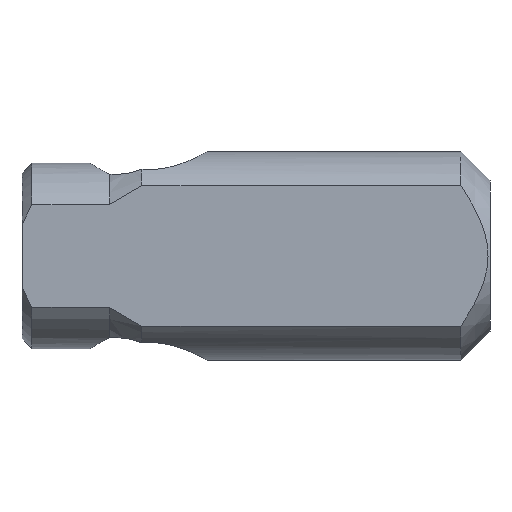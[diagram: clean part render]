
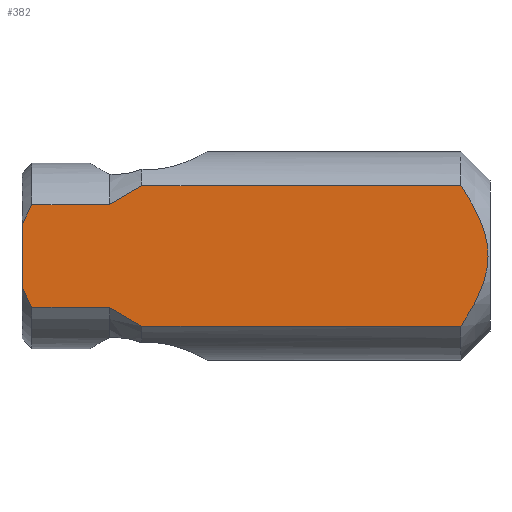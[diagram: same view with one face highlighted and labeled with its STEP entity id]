
A CAD part, left-side view. The second image highlights one B-rep face of the part: STEP entity #382.
In plain terms, the highlighted planar face has unit normal (-1, 0, 0).
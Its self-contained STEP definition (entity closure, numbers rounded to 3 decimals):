
#2 = CARTESIAN_POINT ( 'NONE',  ( -3.95, 23.69, 2.295 ) ) ;
#5 = CARTESIAN_POINT ( 'NONE',  ( -3.95, 23.862, 1.942 ) ) ;
#10 = CARTESIAN_POINT ( 'NONE',  ( -3.95, 24., 1.568 ) ) ;
#12 = CARTESIAN_POINT ( 'NONE',  ( -3.95, 0., 3.608 ) ) ;
#14 = DIRECTION ( 'NONE',  ( 0., 0., -1. ) ) ;
#22 = CARTESIAN_POINT ( 'NONE',  ( -3.95, 19.5, 2.638 ) ) ;
#28 = DIRECTION ( 'NONE',  ( 0., 1., 0. ) ) ;
#31 = DIRECTION ( 'NONE',  ( 0., -1., 0. ) ) ;
#53 = CARTESIAN_POINT ( 'NONE',  ( -3.95, 0.182, 0.821 ) ) ;
#57 = DIRECTION ( 'NONE',  ( 0., -1., 0. ) ) ;
#150 = VECTOR ( 'NONE', #57, 1000. ) ;
#152 = CARTESIAN_POINT ( 'NONE',  ( -3.95, 24., 0. ) ) ;
#194 = CARTESIAN_POINT ( 'NONE',  ( -3.95, 18.966, 2.988 ) ) ;
#211 = DIRECTION ( 'NONE',  ( 0., 1., 0. ) ) ;
#215 = CARTESIAN_POINT ( 'NONE',  ( -3.95, 0., 2.638 ) ) ;
#222 = AXIS2_PLACEMENT_3D ( 'NONE', #458, #435, #430 ) ;
#242 = CARTESIAN_POINT ( 'NONE',  ( -3.95, 23.5, 2.638 ) ) ;
#249 = CARTESIAN_POINT ( 'NONE',  ( -3.95, 1.5, 3.608 ) ) ;
#253 = CARTESIAN_POINT ( 'NONE',  ( -3.95, 1.136, 3.069 ) ) ;
#256 = CARTESIAN_POINT ( 'NONE',  ( -3.95, 0.8, 2.513 ) ) ;
#259 = CARTESIAN_POINT ( 'NONE',  ( -3.95, 24., 1.568 ) ) ;
#261 = CARTESIAN_POINT ( 'NONE',  ( -3.95, 0.407, 1.611 ) ) ;
#273 = CARTESIAN_POINT ( 'NONE',  ( -3.95, 0.296, 1.299 ) ) ;
#283 = VECTOR ( 'NONE', #28, 1000. ) ;
#287 = CARTESIAN_POINT ( 'NONE',  ( -3.95, 0.152, 0.66 ) ) ;
#292 = CARTESIAN_POINT ( 'NONE',  ( -3.95, 0.111, 0.334 ) ) ;
#295 = CARTESIAN_POINT ( 'NONE',  ( -3.95, 0.1, 0.168 ) ) ;
#297 = CARTESIAN_POINT ( 'NONE',  ( -3.95, 0.1, -0.325 ) ) ;
#299 = CARTESIAN_POINT ( 'NONE',  ( -3.95, 0.141, -0.649 ) ) ;
#300 = VECTOR ( 'NONE', #14, 1000. ) ;
#305 = CARTESIAN_POINT ( 'NONE',  ( -3.95, 0.293, -1.289 ) ) ;
#306 = CARTESIAN_POINT ( 'NONE',  ( -3.95, 0.403, -1.601 ) ) ;
#309 = CARTESIAN_POINT ( 'NONE',  ( -3.95, 0.663, -2.2 ) ) ;
#313 = CARTESIAN_POINT ( 'NONE',  ( -3.95, 0.814, -2.49 ) ) ;
#317 = CARTESIAN_POINT ( 'NONE',  ( -3.95, 1.5, -3.608 ) ) ;
#320 = CARTESIAN_POINT ( 'NONE',  ( -3.95, 1.14, -3.059 ) ) ;
#348 = LINE ( 'NONE', #12, #283 ) ;
#350 = VERTEX_POINT ( 'NONE', #587 ) ;
#382 = ADVANCED_FACE ( 'NONE', ( #1514 ), #439, .T. ) ;
#391 = EDGE_CURVE ( 'NONE', #1001, #999, #1422, .T. ) ;
#394 = CARTESIAN_POINT ( 'NONE',  ( -3.95, 1.317, -3.337 ) ) ;
#398 = CARTESIAN_POINT ( 'NONE',  ( -3.95, 24., -1.568 ) ) ;
#403 = CARTESIAN_POINT ( 'NONE',  ( -3.95, 23.863, -1.939 ) ) ;
#424 = EDGE_CURVE ( 'NONE', #880, #767, #1442, .T. ) ;
#425 = LINE ( 'NONE', #1429, #150 ) ;
#427 = CARTESIAN_POINT ( 'NONE',  ( -3.95, 23.691, -2.294 ) ) ;
#430 = DIRECTION ( 'NONE',  ( 0., 0., 1. ) ) ;
#435 = DIRECTION ( 'NONE',  ( -1., 0., 0. ) ) ;
#438 = CARTESIAN_POINT ( 'NONE',  ( -3.95, 23.5, -2.638 ) ) ;
#439 = PLANE ( 'NONE',  #222 ) ;
#458 = CARTESIAN_POINT ( 'NONE',  ( -3.95, 53.59, 7.5 ) ) ;
#507 = CARTESIAN_POINT ( 'NONE',  ( -3.95, 17.852, 3.608 ) ) ;
#523 = EDGE_CURVE ( 'NONE', #997, #1001, #425, .T. ) ;
#525 = CARTESIAN_POINT ( 'NONE',  ( -3.95, 17.852, -3.608 ) ) ;
#529 = CARTESIAN_POINT ( 'NONE',  ( -3.95, 18.412, -3.306 ) ) ;
#542 = CARTESIAN_POINT ( 'NONE',  ( -3.95, 18.965, -2.989 ) ) ;
#587 = CARTESIAN_POINT ( 'NONE',  ( -3.95, 24., -1.568 ) ) ;
#616 = CARTESIAN_POINT ( 'NONE',  ( -3.95, 19.5, -2.638 ) ) ;
#629 = CARTESIAN_POINT ( 'NONE',  ( -3.95, 1.5, -3.608 ) ) ;
#635 = CARTESIAN_POINT ( 'NONE',  ( -3.95, 1.5, 3.608 ) ) ;
#666 = CARTESIAN_POINT ( 'NONE',  ( -3.95, 17.852, -3.608 ) ) ;
#691 = EDGE_LOOP ( 'NONE', ( #972, #982, #996, #1280, #1353, #1039, #1211, #1260, #1216, #1173 ) ) ;
#692 = CARTESIAN_POINT ( 'NONE',  ( -3.95, 19.5, -2.638 ) ) ;
#767 = VERTEX_POINT ( 'NONE', #1249 ) ;
#880 = VERTEX_POINT ( 'NONE', #892 ) ;
#892 = CARTESIAN_POINT ( 'NONE',  ( -3.95, 19.5, 2.638 ) ) ;
#921 = CARTESIAN_POINT ( 'NONE',  ( -3.95, 23.5, -2.638 ) ) ;
#941 = VERTEX_POINT ( 'NONE', #921 ) ;
#956 = VERTEX_POINT ( 'NONE', #692 ) ;
#972 = ORIENTED_EDGE ( 'NONE', *, *, #1025, .T. ) ;
#980 = VECTOR ( 'NONE', #211, 1000. ) ;
#982 = ORIENTED_EDGE ( 'NONE', *, *, #523, .T. ) ;
#996 = ORIENTED_EDGE ( 'NONE', *, *, #391, .T. ) ;
#997 = VERTEX_POINT ( 'NONE', #666 ) ;
#999 = VERTEX_POINT ( 'NONE', #635 ) ;
#1001 = VERTEX_POINT ( 'NONE', #629 ) ;
#1025 = EDGE_CURVE ( 'NONE', #956, #997, #1435, .T. ) ;
#1039 = ORIENTED_EDGE ( 'NONE', *, *, #424, .T. ) ;
#1085 = VERTEX_POINT ( 'NONE', #507 ) ;
#1099 = CARTESIAN_POINT ( 'NONE',  ( -3.95, 17.852, 3.608 ) ) ;
#1102 = EDGE_CURVE ( 'NONE', #941, #350, #1501, .T. ) ;
#1173 = ORIENTED_EDGE ( 'NONE', *, *, #1360, .T. ) ;
#1179 = LINE ( 'NONE', #152, #300 ) ;
#1192 = VERTEX_POINT ( 'NONE', #259 ) ;
#1211 = ORIENTED_EDGE ( 'NONE', *, *, #1293, .F. ) ;
#1216 = ORIENTED_EDGE ( 'NONE', *, *, #1102, .F. ) ;
#1249 = CARTESIAN_POINT ( 'NONE',  ( -3.95, 23.5, 2.638 ) ) ;
#1256 = CARTESIAN_POINT ( 'NONE',  ( -3.95, 0., -2.638 ) ) ;
#1260 = ORIENTED_EDGE ( 'NONE', *, *, #1288, .T. ) ;
#1280 = ORIENTED_EDGE ( 'NONE', *, *, #1346, .T. ) ;
#1288 = EDGE_CURVE ( 'NONE', #1192, #350, #1179, .T. ) ;
#1293 = EDGE_CURVE ( 'NONE', #1192, #767, #1464, .T. ) ;
#1346 = EDGE_CURVE ( 'NONE', #999, #1085, #348, .T. ) ;
#1352 = EDGE_CURVE ( 'NONE', #1085, #880, #1399, .T. ) ;
#1353 = ORIENTED_EDGE ( 'NONE', *, *, #1352, .T. ) ;
#1360 = EDGE_CURVE ( 'NONE', #941, #956, #1411, .T. ) ;
#1399 = B_SPLINE_CURVE_WITH_KNOTS ( 'NONE', 3,
 ( #1099, #1423, #194, #22 ),
 .UNSPECIFIED., .F., .F.,
 ( 4, 4 ),
 ( 0.006, 0.008 ),
 .UNSPECIFIED. ) ;
#1411 = LINE ( 'NONE', #1256, #1433 ) ;
#1422 = B_SPLINE_CURVE_WITH_KNOTS ( 'NONE', 3,
 ( #317, #394, #320, #313, #309, #306, #305, #299, #297, #295, #292, #287, #53, #273, #261, #256, #253, #249 ),
 .UNSPECIFIED., .F., .F.,
 ( 4, 2, 2, 2, 2, 2, 2, 2, 4 ),
 ( 0.005, 0.006, 0.007, 0.008, 0.009, 0.01, 0.01, 0.011, 0.013 ),
 .UNSPECIFIED. ) ;
#1423 = CARTESIAN_POINT ( 'NONE',  ( -3.95, 18.413, 3.306 ) ) ;
#1429 = CARTESIAN_POINT ( 'NONE',  ( -3.95, 0., -3.608 ) ) ;
#1433 = VECTOR ( 'NONE', #31, 1000. ) ;
#1435 = B_SPLINE_CURVE_WITH_KNOTS ( 'NONE', 3,
 ( #616, #542, #529, #525 ),
 .UNSPECIFIED., .F., .F.,
 ( 4, 4 ),
 ( 0.015, 0.017 ),
 .UNSPECIFIED. ) ;
#1442 = LINE ( 'NONE', #215, #980 ) ;
#1464 = B_SPLINE_CURVE_WITH_KNOTS ( 'NONE', 3,
 ( #10, #5, #2, #242 ),
 .UNSPECIFIED., .F., .F.,
 ( 4, 4 ),
 ( 0.013, 0.015 ),
 .UNSPECIFIED. ) ;
#1501 = B_SPLINE_CURVE_WITH_KNOTS ( 'NONE', 3,
 ( #438, #427, #403, #398 ),
 .UNSPECIFIED., .F., .F.,
 ( 4, 4 ),
 ( 0.009, 0.01 ),
 .UNSPECIFIED. ) ;
#1514 = FACE_OUTER_BOUND ( 'NONE', #691, .T. ) ;
